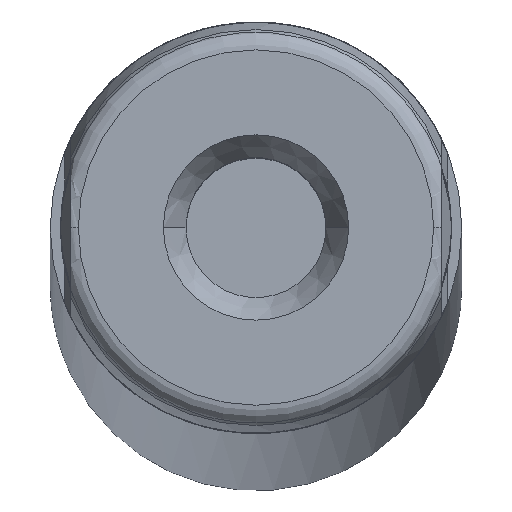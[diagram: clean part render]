
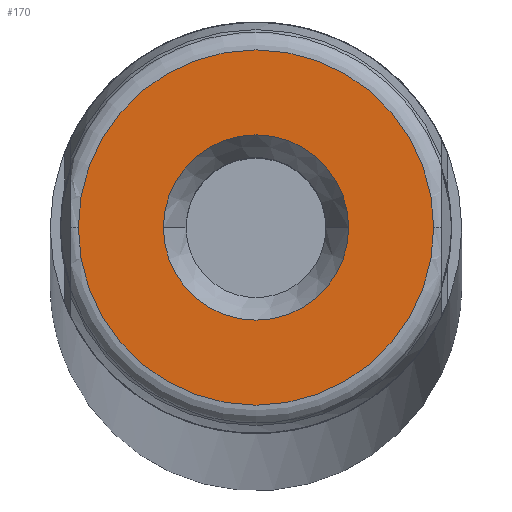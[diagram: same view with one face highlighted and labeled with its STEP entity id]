
A CAD part, top view. The second image highlights one B-rep face of the part: STEP entity #170.
In plain terms, the highlighted planar face has unit normal (0, 0, 1).
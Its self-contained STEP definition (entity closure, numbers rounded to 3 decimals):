
#74 = EDGE_CURVE ( 'NONE', #75, #78, #543, .T. ) ;
#75 = VERTEX_POINT ( 'NONE', #524 ) ;
#78 = VERTEX_POINT ( 'NONE', #518 ) ;
#152 = ORIENTED_EDGE ( 'NONE', *, *, #153, .T. ) ;
#153 = EDGE_CURVE ( 'NONE', #78, #75, #683, .T. ) ;
#170 = ADVANCED_FACE ( 'NONE', ( #748, #747 ), #746, .F. ) ;
#171 = EDGE_LOOP ( 'NONE', ( #172, #174 ) ) ;
#172 = ORIENTED_EDGE ( 'NONE', *, *, #173, .F. ) ;
#173 = EDGE_CURVE ( 'NONE', #241, #344, #741, .T. ) ;
#174 = ORIENTED_EDGE ( 'NONE', *, *, #240, .F. ) ;
#175 = EDGE_LOOP ( 'NONE', ( #176, #152 ) ) ;
#176 = ORIENTED_EDGE ( 'NONE', *, *, #74, .T. ) ;
#240 = EDGE_CURVE ( 'NONE', #344, #241, #920, .T. ) ;
#241 = VERTEX_POINT ( 'NONE', #915 ) ;
#344 = VERTEX_POINT ( 'NONE', #1147 ) ;
#518 = CARTESIAN_POINT ( 'NONE',  ( -8.632, 0., 0. ) ) ;
#524 = CARTESIAN_POINT ( 'NONE',  ( 8.632, 0., 0. ) ) ;
#525 = DIRECTION ( 'NONE',  ( 1., 0., 0. ) ) ;
#526 = DIRECTION ( 'NONE',  ( 0., 0., 1. ) ) ;
#541 = CARTESIAN_POINT ( 'NONE',  ( 0., 0., 0. ) ) ;
#542 = AXIS2_PLACEMENT_3D ( 'NONE', #541, #526, #525 ) ;
#543 = CIRCLE ( 'NONE', #542, 8.632 ) ;
#683 = CIRCLE ( 'NONE', #732, 8.632 ) ;
#729 = DIRECTION ( 'NONE',  ( 1., 0., 0. ) ) ;
#730 = DIRECTION ( 'NONE',  ( 0., 0., 1. ) ) ;
#731 = CARTESIAN_POINT ( 'NONE',  ( 0., 0., 0. ) ) ;
#732 = AXIS2_PLACEMENT_3D ( 'NONE', #731, #730, #729 ) ;
#737 = DIRECTION ( 'NONE',  ( 1., 0., 0. ) ) ;
#738 = DIRECTION ( 'NONE',  ( 0., 0., 1. ) ) ;
#739 = CARTESIAN_POINT ( 'NONE',  ( 0., 0., 0. ) ) ;
#740 = AXIS2_PLACEMENT_3D ( 'NONE', #739, #738, #737 ) ;
#741 = CIRCLE ( 'NONE', #740, 4.5 ) ;
#742 = DIRECTION ( 'NONE',  ( -1., 0., 0. ) ) ;
#743 = DIRECTION ( 'NONE',  ( 0., 0., -1. ) ) ;
#744 = CARTESIAN_POINT ( 'NONE',  ( 0., 0., 0. ) ) ;
#745 = AXIS2_PLACEMENT_3D ( 'NONE', #744, #743, #742 ) ;
#746 = PLANE ( 'NONE',  #745 ) ;
#747 = FACE_OUTER_BOUND ( 'NONE', #175, .T. ) ;
#748 = FACE_BOUND ( 'NONE', #171, .T. ) ;
#915 = CARTESIAN_POINT ( 'NONE',  ( 4.5, 0., 0. ) ) ;
#916 = DIRECTION ( 'NONE',  ( 1., 0., 0. ) ) ;
#917 = DIRECTION ( 'NONE',  ( 0., 0., 1. ) ) ;
#918 = CARTESIAN_POINT ( 'NONE',  ( 0., 0., 0. ) ) ;
#919 = AXIS2_PLACEMENT_3D ( 'NONE', #918, #917, #916 ) ;
#920 = CIRCLE ( 'NONE', #919, 4.5 ) ;
#1147 = CARTESIAN_POINT ( 'NONE',  ( -4.5, 0., 0. ) ) ;
